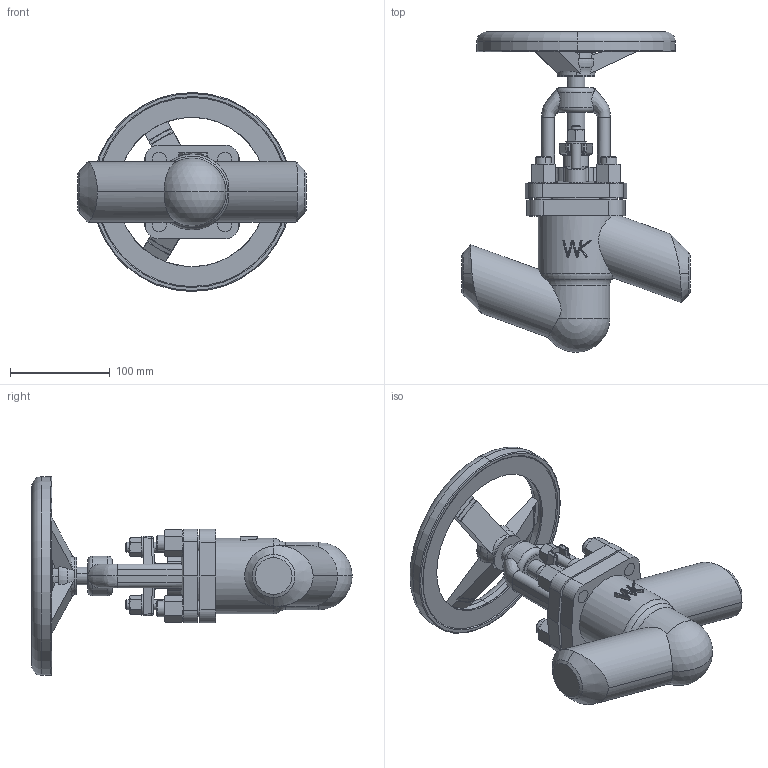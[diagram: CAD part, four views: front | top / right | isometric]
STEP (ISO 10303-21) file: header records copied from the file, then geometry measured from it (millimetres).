
FILE_DESCRIPTION (( 'STEP AP214' ), '1' );
FILE_NAME ('[32] 530S DN32 3-1562 katalog uproszczony.STEP', '2015-03-18T09:39:05', ( '' ), ( '' ), 'SwSTEP 2.0', 'SolidWorks 2015', '' );
FILE_SCHEMA (( 'AUTOMOTIVE_DESIGN' ));
Length unit declared in the file: millimetre
Products named in the file (1): [32] 530S DN32 3-1562 katalog uproszczony
Bounding box: 230 x 322 x 199.98 mm (x, y, z)
Volume: 1822460.7 mm3; surface area: 193442.3 mm2
Topology: 1 solids, 1 shells, 542 faces, 1329 edges, 799 vertices
Faces by surface type: plane 187, cylinder 151, cone 108, bspline 36, torus 33, sphere 27
Entity records: 24954 total; most frequent: CARTESIAN_POINT 9541, ORIENTED_EDGE 2620, DIRECTION 2352, EDGE_CURVE 1310, AXIS2_PLACEMENT_3D 953, VERTEX_POINT 797, EDGE_LOOP 591, ADVANCED_FACE 542
